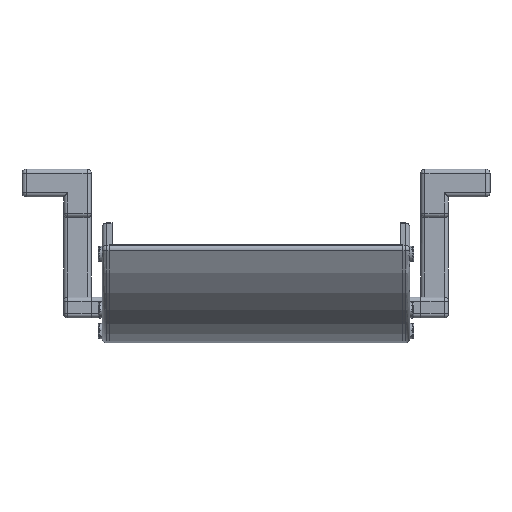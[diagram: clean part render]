
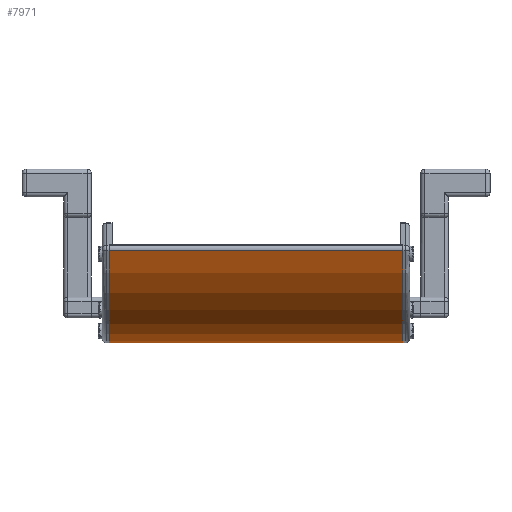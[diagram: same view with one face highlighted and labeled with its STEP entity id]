
A CAD part, left-side view. The second image highlights one B-rep face of the part: STEP entity #7971.
In plain terms, the highlighted cylindrical face has radius 105.5 mm (diameter 211 mm), a partial arc.
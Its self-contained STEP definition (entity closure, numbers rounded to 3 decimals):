
#499=FACE_OUTER_BOUND('',#1044,.T.);
#1044=EDGE_LOOP('',(#5532,#5533,#5534,#5535));
#1695=LINE('',#13062,#2269);
#1697=LINE('',#13068,#2271);
#2269=VECTOR('',#10045,10.);
#2271=VECTOR('',#10051,10.);
#2828=CIRCLE('',#8650,105.5);
#2831=CIRCLE('',#8655,105.5);
#3445=VERTEX_POINT('',#13053);
#3446=VERTEX_POINT('',#13055);
#3448=VERTEX_POINT('',#13061);
#3450=VERTEX_POINT('',#13067);
#4213=EDGE_CURVE('',#3446,#3445,#2828,.T.);
#4216=EDGE_CURVE('',#3446,#3448,#1695,.T.);
#4219=EDGE_CURVE('',#3450,#3445,#1697,.T.);
#4220=EDGE_CURVE('',#3450,#3448,#2831,.T.);
#5532=ORIENTED_EDGE('',*,*,#4213,.T.);
#5533=ORIENTED_EDGE('',*,*,#4219,.F.);
#5534=ORIENTED_EDGE('',*,*,#4220,.T.);
#5535=ORIENTED_EDGE('',*,*,#4216,.F.);
#7662=CYLINDRICAL_SURFACE('',#8654,105.5);
#7971=ADVANCED_FACE('',(#499),#7662,.T.);
#8650=AXIS2_PLACEMENT_3D('',#13056,#10038,#10039);
#8654=AXIS2_PLACEMENT_3D('',#13066,#10049,#10050);
#8655=AXIS2_PLACEMENT_3D('',#13069,#10052,#10053);
#10038=DIRECTION('center_axis',(0.,-1.,0.));
#10039=DIRECTION('ref_axis',(1.,0.,0.));
#10045=DIRECTION('',(0.,-1.,0.));
#10049=DIRECTION('center_axis',(0.,1.,0.));
#10050=DIRECTION('ref_axis',(1.,0.,0.));
#10051=DIRECTION('',(0.,1.,0.));
#10052=DIRECTION('center_axis',(0.,1.,0.));
#10053=DIRECTION('ref_axis',(1.,0.,0.));
#13053=CARTESIAN_POINT('',(98.024,212.,-39.008));
#13055=CARTESIAN_POINT('',(-98.024,212.,-39.008));
#13056=CARTESIAN_POINT('Origin',(0.,212.,0.));
#13061=CARTESIAN_POINT('',(-98.024,0.,-39.008));
#13062=CARTESIAN_POINT('',(-98.024,0.,-39.008));
#13066=CARTESIAN_POINT('Origin',(0.,0.,0.));
#13067=CARTESIAN_POINT('',(98.024,0.,-39.008));
#13068=CARTESIAN_POINT('',(98.024,0.,-39.008));
#13069=CARTESIAN_POINT('Origin',(0.,0.,0.));
